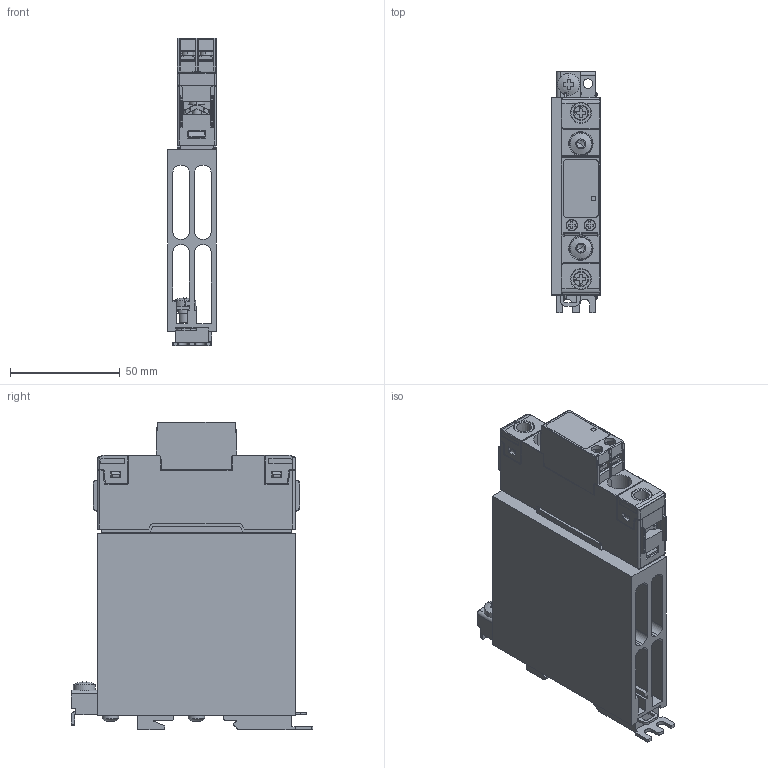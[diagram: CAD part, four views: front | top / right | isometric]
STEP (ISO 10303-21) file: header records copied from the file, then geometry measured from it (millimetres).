
FILE_DESCRIPTION((''),'2;1');
FILE_NAME('CGI0745-02.stp','2012-08-16T13:53:11',(''),(''),'Mechanical Desktop 2009','Mechanical Desktop 2009',', , ');
FILE_SCHEMA(('CONFIG_CONTROL_DESIGN'));
Length unit declared in the file: millimetre
Products named in the file (2): Product; CGI0745-02
Assembly tree (1 placements, depth 2):
  Product
    CGI0745-02
Bounding box: 22.2 x 110 x 140.28 mm (x, y, z)
Volume: 140138.2 mm3; surface area: 68595.9 mm2
Topology: 7 solids, 7 shells, 1231 faces, 3351 edges, 2150 vertices
Faces by surface type: bspline 537, plane 425, cylinder 219, cone 25, torus 18, sphere 7
Entity records: 43424 total; most frequent: CARTESIAN_POINT 13474, ORIENTED_EDGE 6662, DIRECTION 5599, EDGE_CURVE 3331, VECTOR 2211, LINE 2211, VERTEX_POINT 2150, AXIS2_PLACEMENT_3D 1694
